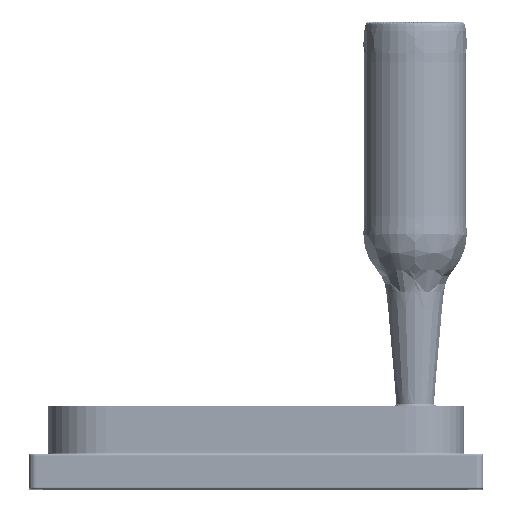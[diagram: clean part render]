
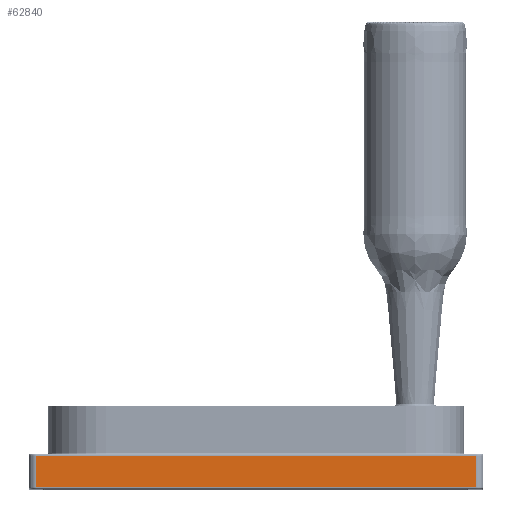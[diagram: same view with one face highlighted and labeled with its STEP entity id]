
A CAD part, top view. The second image highlights one B-rep face of the part: STEP entity #62840.
In plain terms, the highlighted planar face has unit normal (0, 0, 1).
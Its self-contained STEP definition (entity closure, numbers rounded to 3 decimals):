
#29843 = EDGE_CURVE ( 'NONE', #56253, #56281, #68542, .T. ) ;
#29844 = EDGE_CURVE ( 'NONE', #56281, #56189, #68528, .T. ) ;
#29845 = EDGE_CURVE ( 'NONE', #56189, #57018, #68548, .T. ) ;
#29846 = EDGE_CURVE ( 'NONE', #57018, #56253, #68551, .T. ) ;
#32351 = EDGE_LOOP ( 'NONE', ( #119388, #119391, #119393, #119396 ) ) ;
#47095 = CARTESIAN_POINT ( 'NONE',  ( 295., 1., 0. ) ) ;
#47140 = CARTESIAN_POINT ( 'NONE',  ( 5., 22., 0. ) ) ;
#47159 = CARTESIAN_POINT ( 'NONE',  ( 5., 1., 0. ) ) ;
#47579 = CARTESIAN_POINT ( 'NONE',  ( 295., 22., 0. ) ) ;
#56189 = VERTEX_POINT ( 'NONE', #47095 ) ;
#56253 = VERTEX_POINT ( 'NONE', #47140 ) ;
#56281 = VERTEX_POINT ( 'NONE', #47159 ) ;
#57018 = VERTEX_POINT ( 'NONE', #47579 ) ;
#61035 = VECTOR ( 'NONE', #68547, 1000. ) ;
#61044 = VECTOR ( 'NONE', #68545, 1000. ) ;
#61050 = VECTOR ( 'NONE', #68550, 1000. ) ;
#61052 = VECTOR ( 'NONE', #68553, 1000. ) ;
#61707 = AXIS2_PLACEMENT_3D ( 'NONE', #94036, #94055, #94057 ) ;
#62840 = ADVANCED_FACE ( 'NONE', ( #94048 ), #94029, .F. ) ;
#68528 = LINE ( 'NONE', #68546, #61035 ) ;
#68542 = LINE ( 'NONE', #68544, #61044 ) ;
#68544 = CARTESIAN_POINT ( 'NONE',  ( 5., 23., 0. ) ) ;
#68545 = DIRECTION ( 'NONE',  ( 0., -1., 0. ) ) ;
#68546 = CARTESIAN_POINT ( 'NONE',  ( 295., 1., 0. ) ) ;
#68547 = DIRECTION ( 'NONE',  ( 1., 0., 0. ) ) ;
#68548 = LINE ( 'NONE', #68549, #61050 ) ;
#68549 = CARTESIAN_POINT ( 'NONE',  ( 295., 23., 0. ) ) ;
#68550 = DIRECTION ( 'NONE',  ( 0., 1., 0. ) ) ;
#68551 = LINE ( 'NONE', #68552, #61052 ) ;
#68552 = CARTESIAN_POINT ( 'NONE',  ( 0., 22., 0. ) ) ;
#68553 = DIRECTION ( 'NONE',  ( -1., 0., 0. ) ) ;
#94029 = PLANE ( 'NONE',  #61707 ) ;
#94036 = CARTESIAN_POINT ( 'NONE',  ( 0., 23., 0. ) ) ;
#94048 = FACE_OUTER_BOUND ( 'NONE', #32351, .T. ) ;
#94055 = DIRECTION ( 'NONE',  ( 0., 0., -1. ) ) ;
#94057 = DIRECTION ( 'NONE',  ( -1., 0., 0. ) ) ;
#119388 = ORIENTED_EDGE ( 'NONE', *, *, #29843, .T. ) ;
#119391 = ORIENTED_EDGE ( 'NONE', *, *, #29844, .T. ) ;
#119393 = ORIENTED_EDGE ( 'NONE', *, *, #29845, .T. ) ;
#119396 = ORIENTED_EDGE ( 'NONE', *, *, #29846, .T. ) ;
